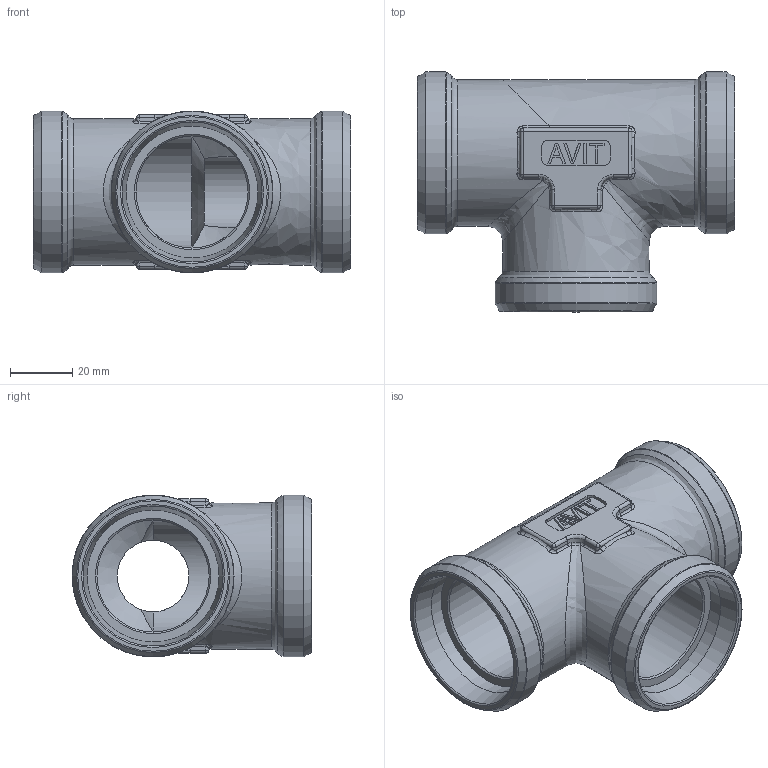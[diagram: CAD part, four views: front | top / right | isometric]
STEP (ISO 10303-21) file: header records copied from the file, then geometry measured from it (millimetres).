
FILE_DESCRIPTION(/* description */ (''),/* implementation_level */ '2;1');
FILE_NAME(/* name */ 'X-TV42.stp',/* time_stamp */ '2025-01-16T13:14:07+01:00',/* author */ (''),/* organization */ (''),/* preprocessor_version */ 'ST-DEVELOPER v16',/* originating_system */ 'SIEMENS PLM Software NX 10.0',/* authorisation */ '');
FILE_SCHEMA (('AP203_CONFIGURATION_CONTROLLED_3D_DESIGN_OF_MECHANICAL_PARTS_AND_ASSEMBLIES_MIM_LF { 1 0 10303 403 2 1 2}'));
Length unit declared in the file: millimetre
Products named in the file (1): nwer41844EE6666y
Bounding box: 102 x 77 x 52 mm (x, y, z)
Volume: 110596.7 mm3; surface area: 36865.7 mm2
Topology: 1 solids, 1 shells, 220 faces, 524 edges, 302 vertices
Faces by surface type: plane 66, bspline 60, cylinder 50, cone 15, torus 13, sphere 12, extrusion 4
Full cylindrical faces by diameter (mm): 23 x1, 33.3 x1, 36 x2, 42.345 x2, 47 x1, 52 x3
Entity records: 7713 total; most frequent: CARTESIAN_POINT 3374, ORIENTED_EDGE 910, DIRECTION 772, EDGE_CURVE 455, AXIS2_PLACEMENT_3D 322, VERTEX_POINT 284, EDGE_LOOP 271, ADVANCED_FACE 220
